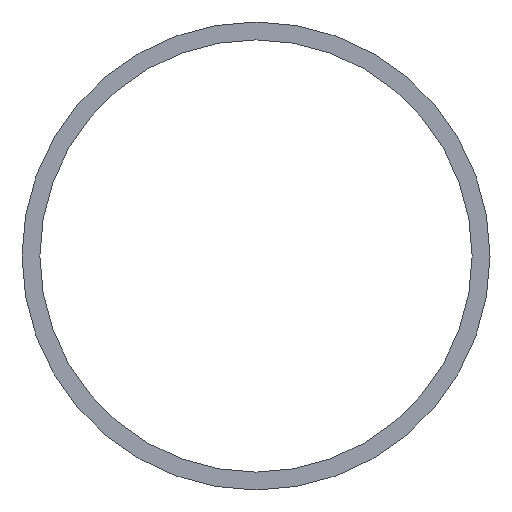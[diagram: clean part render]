
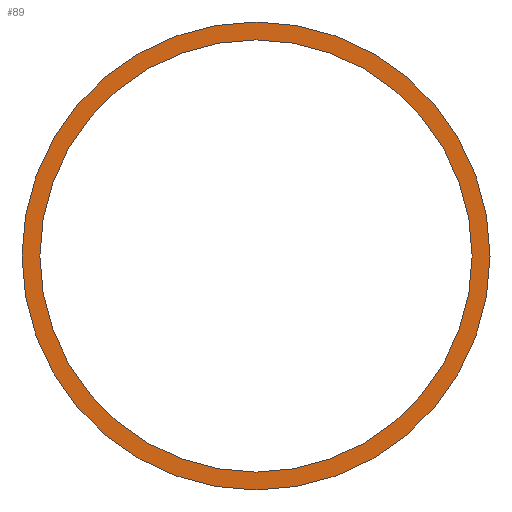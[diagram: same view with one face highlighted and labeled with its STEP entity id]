
A CAD part, left-side view. The second image highlights one B-rep face of the part: STEP entity #89.
In plain terms, the highlighted planar face has unit normal (-1, 0, 0).
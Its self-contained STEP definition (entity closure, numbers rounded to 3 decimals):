
#53 = EDGE_CURVE( '', #73, #55, #123, .T. );
#55 = VERTEX_POINT( '', #125 );
#63 = EDGE_CURVE( '', #87, #77, #134, .T. );
#71 = EDGE_CURVE( '', #55, #73, #142, .T. );
#73 = VERTEX_POINT( '', #144 );
#77 = VERTEX_POINT( '', #148 );
#87 = VERTEX_POINT( '', #160 );
#89 = ADVANCED_FACE( '', ( #162, #163 ), #164, .F. );
#103 = EDGE_CURVE( '', #77, #87, #181, .T. );
#123 = CIRCLE( '', #192, 207.8 );
#125 = CARTESIAN_POINT( '', ( 0., 0., -207.8 ) );
#134 = CIRCLE( '', #206, 225. );
#142 = CIRCLE( '', #216, 207.8 );
#144 = CARTESIAN_POINT( '', ( 0., 0., 207.8 ) );
#148 = CARTESIAN_POINT( '', ( 0., 0., 225. ) );
#160 = CARTESIAN_POINT( '', ( 0., 0., -225. ) );
#162 = FACE_OUTER_BOUND( '', #241, .T. );
#163 = FACE_BOUND( '', #242, .T. );
#164 = PLANE( '', #243 );
#181 = CIRCLE( '', #264, 225. );
#192 = AXIS2_PLACEMENT_3D( '', #266, #267, #268 );
#206 = AXIS2_PLACEMENT_3D( '', #278, #279, #280 );
#216 = AXIS2_PLACEMENT_3D( '', #284, #285, #286 );
#241 = EDGE_LOOP( '', ( #309, #310 ) );
#242 = EDGE_LOOP( '', ( #311, #312 ) );
#243 = AXIS2_PLACEMENT_3D( '', #313, #314, #315 );
#264 = AXIS2_PLACEMENT_3D( '', #340, #341, #342 );
#266 = CARTESIAN_POINT( '', ( 0., 0., 0. ) );
#267 = DIRECTION( '', ( 1., 0., 0. ) );
#268 = DIRECTION( '', ( 0., 0., -1. ) );
#278 = CARTESIAN_POINT( '', ( 0., 0., 0. ) );
#279 = DIRECTION( '', ( 1., 0., 0. ) );
#280 = DIRECTION( '', ( 0., 0., -1. ) );
#284 = CARTESIAN_POINT( '', ( 0., 0., 0. ) );
#285 = DIRECTION( '', ( 1., 0., 0. ) );
#286 = DIRECTION( '', ( 0., 0., -1. ) );
#309 = ORIENTED_EDGE( '', *, *, #63, .F. );
#310 = ORIENTED_EDGE( '', *, *, #103, .F. );
#311 = ORIENTED_EDGE( '', *, *, #71, .T. );
#312 = ORIENTED_EDGE( '', *, *, #53, .T. );
#313 = CARTESIAN_POINT( '', ( 0., 0., 0. ) );
#314 = DIRECTION( '', ( 1., 0., 0. ) );
#315 = DIRECTION( '', ( 0., 0., -1. ) );
#340 = CARTESIAN_POINT( '', ( 0., 0., 0. ) );
#341 = DIRECTION( '', ( 1., 0., 0. ) );
#342 = DIRECTION( '', ( 0., 0., -1. ) );
